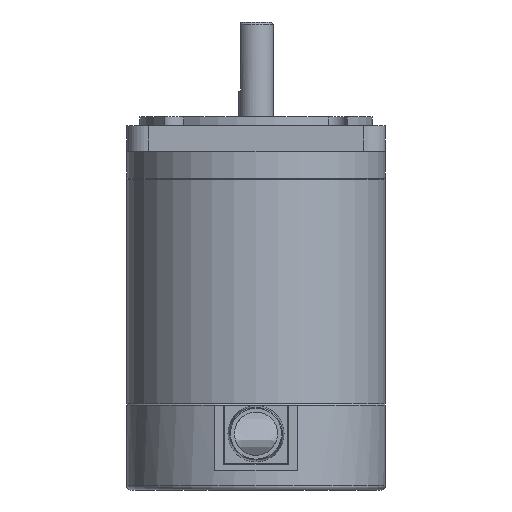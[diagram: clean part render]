
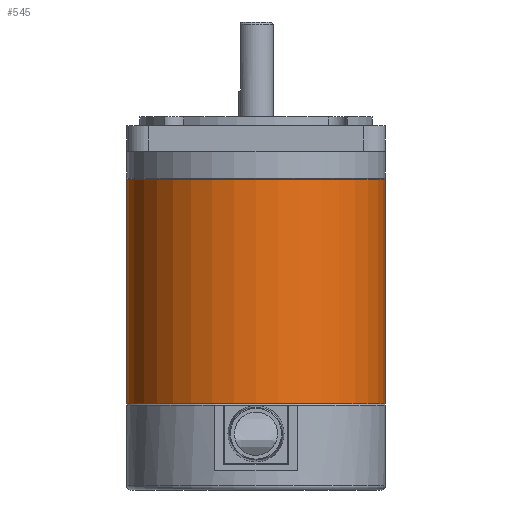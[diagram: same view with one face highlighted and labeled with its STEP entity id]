
A CAD part, left-side view. The second image highlights one B-rep face of the part: STEP entity #545.
In plain terms, the highlighted cylindrical face has radius 30 mm (diameter 60 mm), a full revolution.
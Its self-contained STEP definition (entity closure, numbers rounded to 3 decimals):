
#545 = ADVANCED_FACE( '', ( #1452, #1453 ), #1454, .T. );
#1452 = FACE_OUTER_BOUND( '', #2696, .T. );
#1453 = FACE_OUTER_BOUND( '', #2697, .T. );
#1454 = CYLINDRICAL_SURFACE( '', #2698, 30. );
#2696 = EDGE_LOOP( '', ( #4310 ) );
#2697 = EDGE_LOOP( '', ( #4311 ) );
#2698 = AXIS2_PLACEMENT_3D( '', #4312, #4313, #4314 );
#4310 = ORIENTED_EDGE( '', *, *, #5697, .T. );
#4311 = ORIENTED_EDGE( '', *, *, #5698, .F. );
#4312 = CARTESIAN_POINT( '', ( 0., 27., 0. ) );
#4313 = DIRECTION( '', ( 0., 1., 0. ) );
#4314 = DIRECTION( '', ( 0., 0., -1. ) );
#5697 = EDGE_CURVE( '', #5969, #5969, #5970, .T. );
#5698 = EDGE_CURVE( '', #5971, #5971, #5972, .T. );
#5969 = VERTEX_POINT( '', #6304 );
#5970 = CIRCLE( '', #6305, 30. );
#5971 = VERTEX_POINT( '', #6306 );
#5972 = CIRCLE( '', #6307, 30. );
#6304 = CARTESIAN_POINT( '', ( 30., 52., 0. ) );
#6305 = AXIS2_PLACEMENT_3D( '', #6657, #6658, #6659 );
#6306 = CARTESIAN_POINT( '', ( 30., 0., 0. ) );
#6307 = AXIS2_PLACEMENT_3D( '', #6660, #6661, #6662 );
#6657 = CARTESIAN_POINT( '', ( 0., 52., 0. ) );
#6658 = DIRECTION( '', ( 0., -1., 0. ) );
#6659 = DIRECTION( '', ( 1., 0., 0. ) );
#6660 = CARTESIAN_POINT( '', ( 0., 0., 0. ) );
#6661 = DIRECTION( '', ( 0., -1., 0. ) );
#6662 = DIRECTION( '', ( 1., 0., 0. ) );
